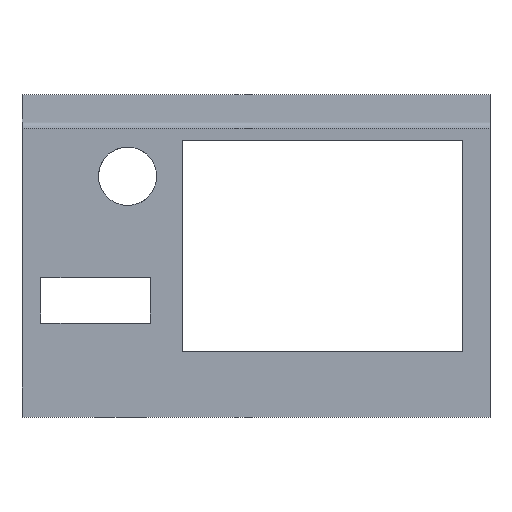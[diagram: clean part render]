
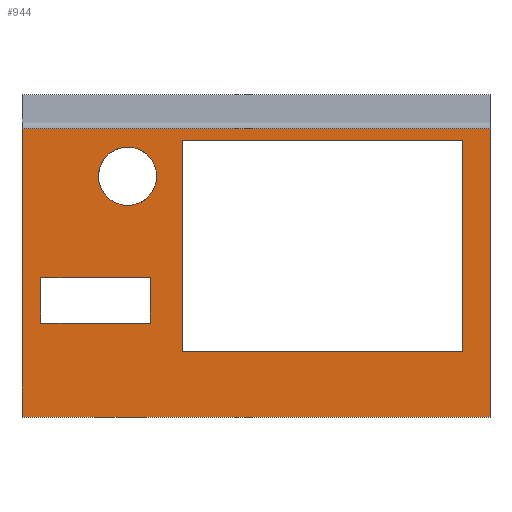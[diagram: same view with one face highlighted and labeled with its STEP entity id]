
A CAD part, top view. The second image highlights one B-rep face of the part: STEP entity #944.
In plain terms, the highlighted planar face has unit normal (0, 0, 1).
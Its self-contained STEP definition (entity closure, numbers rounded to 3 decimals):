
#36=CIRCLE('',#997,8.);
#66=FACE_BOUND('',#134,.T.);
#67=FACE_BOUND('',#135,.T.);
#68=FACE_BOUND('',#136,.T.);
#84=FACE_OUTER_BOUND('',#133,.T.);
#133=EDGE_LOOP('',(#672,#673,#674,#675));
#134=EDGE_LOOP('',(#676));
#135=EDGE_LOOP('',(#677,#678,#679,#680));
#136=EDGE_LOOP('',(#681,#682,#683,#684,#685,#686));
#198=LINE('',#1356,#300);
#201=LINE('',#1361,#303);
#211=LINE('',#1394,#313);
#213=LINE('',#1397,#315);
#214=LINE('',#1402,#316);
#215=LINE('',#1404,#317);
#216=LINE('',#1406,#318);
#217=LINE('',#1407,#319);
#218=LINE('',#1410,#320);
#219=LINE('',#1412,#321);
#220=LINE('',#1414,#322);
#221=LINE('',#1416,#323);
#222=LINE('',#1418,#324);
#223=LINE('',#1419,#325);
#300=VECTOR('',#1091,10.);
#303=VECTOR('',#1096,10.);
#313=VECTOR('',#1116,10.);
#315=VECTOR('',#1120,10.);
#316=VECTOR('',#1123,10.);
#317=VECTOR('',#1124,10.);
#318=VECTOR('',#1125,10.);
#319=VECTOR('',#1126,10.);
#320=VECTOR('',#1127,10.);
#321=VECTOR('',#1128,10.);
#322=VECTOR('',#1129,10.);
#323=VECTOR('',#1130,10.);
#324=VECTOR('',#1131,10.);
#325=VECTOR('',#1132,10.);
#399=VERTEX_POINT('',#1349);
#402=VERTEX_POINT('',#1354);
#403=VERTEX_POINT('',#1359);
#412=VERTEX_POINT('',#1393);
#413=VERTEX_POINT('',#1398);
#414=VERTEX_POINT('',#1400);
#415=VERTEX_POINT('',#1401);
#416=VERTEX_POINT('',#1403);
#417=VERTEX_POINT('',#1405);
#418=VERTEX_POINT('',#1408);
#419=VERTEX_POINT('',#1409);
#420=VERTEX_POINT('',#1411);
#421=VERTEX_POINT('',#1413);
#422=VERTEX_POINT('',#1415);
#423=VERTEX_POINT('',#1417);
#499=EDGE_CURVE('',#402,#399,#198,.T.);
#502=EDGE_CURVE('',#403,#402,#201,.T.);
#515=EDGE_CURVE('',#412,#399,#211,.T.);
#517=EDGE_CURVE('',#412,#403,#213,.T.);
#518=EDGE_CURVE('',#413,#413,#36,.T.);
#519=EDGE_CURVE('',#414,#415,#214,.T.);
#520=EDGE_CURVE('',#415,#416,#215,.T.);
#521=EDGE_CURVE('',#417,#416,#216,.T.);
#522=EDGE_CURVE('',#417,#414,#217,.T.);
#523=EDGE_CURVE('',#418,#419,#218,.T.);
#524=EDGE_CURVE('',#419,#420,#219,.T.);
#525=EDGE_CURVE('',#420,#421,#220,.T.);
#526=EDGE_CURVE('',#422,#421,#221,.T.);
#527=EDGE_CURVE('',#423,#422,#222,.T.);
#528=EDGE_CURVE('',#418,#423,#223,.T.);
#672=ORIENTED_EDGE('',*,*,#499,.F.);
#673=ORIENTED_EDGE('',*,*,#502,.F.);
#674=ORIENTED_EDGE('',*,*,#517,.F.);
#675=ORIENTED_EDGE('',*,*,#515,.T.);
#676=ORIENTED_EDGE('',*,*,#518,.F.);
#677=ORIENTED_EDGE('',*,*,#519,.T.);
#678=ORIENTED_EDGE('',*,*,#520,.T.);
#679=ORIENTED_EDGE('',*,*,#521,.F.);
#680=ORIENTED_EDGE('',*,*,#522,.T.);
#681=ORIENTED_EDGE('',*,*,#523,.T.);
#682=ORIENTED_EDGE('',*,*,#524,.T.);
#683=ORIENTED_EDGE('',*,*,#525,.T.);
#684=ORIENTED_EDGE('',*,*,#526,.F.);
#685=ORIENTED_EDGE('',*,*,#527,.F.);
#686=ORIENTED_EDGE('',*,*,#528,.F.);
#907=PLANE('',#996);
#944=ADVANCED_FACE('',(#84,#66,#67,#68),#907,.T.);
#996=AXIS2_PLACEMENT_3D('',#1396,#1118,#1119);
#997=AXIS2_PLACEMENT_3D('',#1399,#1121,#1122);
#1091=DIRECTION('',(1.,0.,0.));
#1096=DIRECTION('',(0.,1.,0.));
#1116=DIRECTION('',(0.,1.,0.));
#1118=DIRECTION('center_axis',(0.,0.,1.));
#1119=DIRECTION('ref_axis',(1.,0.,0.));
#1120=DIRECTION('',(-1.,0.,0.));
#1121=DIRECTION('center_axis',(0.,0.,1.));
#1122=DIRECTION('ref_axis',(-1.,0.,0.));
#1123=DIRECTION('',(1.,0.,0.));
#1124=DIRECTION('',(0.,-1.,0.));
#1125=DIRECTION('',(1.,0.,0.));
#1126=DIRECTION('',(0.,1.,0.));
#1127=DIRECTION('',(1.,0.,0.));
#1128=DIRECTION('',(0.,-1.,0.));
#1129=DIRECTION('',(-1.,0.,0.));
#1130=DIRECTION('',(0.,-1.,0.));
#1131=DIRECTION('',(0.,-1.,0.));
#1132=DIRECTION('',(0.,-1.,0.));
#1349=CARTESIAN_POINT('',(220.,75.896,18.));
#1354=CARTESIAN_POINT('',(91.5,75.896,18.));
#1356=CARTESIAN_POINT('',(180.875,75.896,18.));
#1359=CARTESIAN_POINT('',(91.5,-3.25,18.));
#1361=CARTESIAN_POINT('',(91.5,80.25,18.));
#1393=CARTESIAN_POINT('',(220.,-3.25,18.));
#1394=CARTESIAN_POINT('',(220.,20.125,18.));
#1396=CARTESIAN_POINT('Origin',(164.5,45.,18.));
#1397=CARTESIAN_POINT('',(220.,-3.25,18.));
#1398=CARTESIAN_POINT('',(128.5,62.86,18.));
#1399=CARTESIAN_POINT('Origin',(120.5,62.86,18.));
#1400=CARTESIAN_POINT('',(96.704,35.038,18.));
#1401=CARTESIAN_POINT('',(126.704,35.038,18.));
#1402=CARTESIAN_POINT('',(130.602,35.038,18.));
#1403=CARTESIAN_POINT('',(126.704,22.538,18.));
#1404=CARTESIAN_POINT('',(126.704,39.519,18.));
#1405=CARTESIAN_POINT('',(96.704,22.538,18.));
#1406=CARTESIAN_POINT('',(93.5,22.538,18.));
#1407=CARTESIAN_POINT('',(96.704,-3.25,18.));
#1408=CARTESIAN_POINT('',(135.5,72.75,18.));
#1409=CARTESIAN_POINT('',(212.5,72.75,18.));
#1410=CARTESIAN_POINT('',(220.,72.75,18.));
#1411=CARTESIAN_POINT('',(212.5,14.75,18.));
#1412=CARTESIAN_POINT('',(212.5,-1.25,18.));
#1413=CARTESIAN_POINT('',(135.5,14.75,18.));
#1414=CARTESIAN_POINT('',(220.,14.75,18.));
#1415=CARTESIAN_POINT('',(135.5,71.25,18.));
#1416=CARTESIAN_POINT('',(135.5,33.125,18.));
#1417=CARTESIAN_POINT('',(135.5,72.361,18.));
#1418=CARTESIAN_POINT('',(135.5,33.125,18.));
#1419=CARTESIAN_POINT('',(135.5,80.25,18.));
